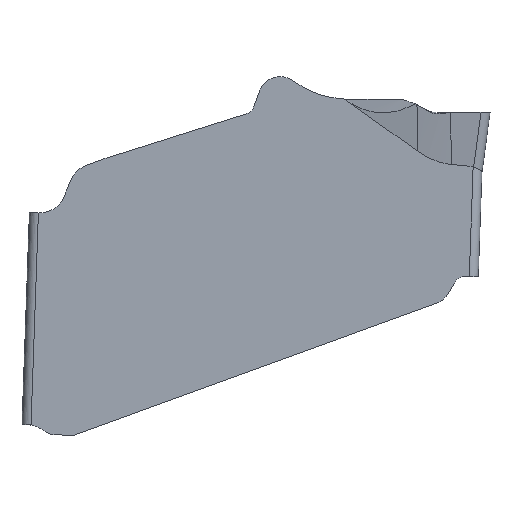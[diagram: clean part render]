
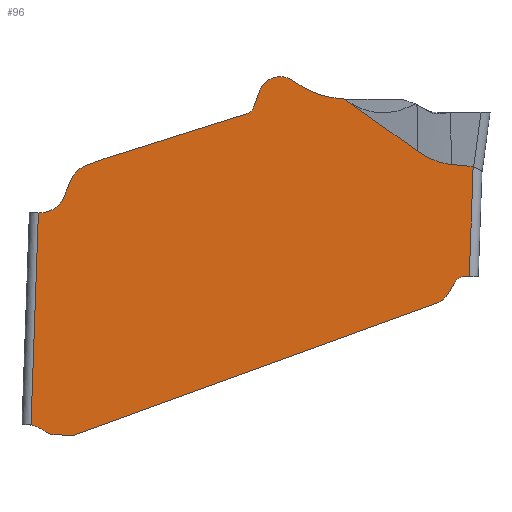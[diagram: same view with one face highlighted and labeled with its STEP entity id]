
A CAD part, left-side view. The second image highlights one B-rep face of the part: STEP entity #96.
In plain terms, the highlighted planar face has unit normal (-1, 0, 0).
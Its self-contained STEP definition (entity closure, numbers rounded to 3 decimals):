
#96=ADVANCED_FACE('',(#201),#171,.T.);
#171=PLANE('',#2038);
#201=FACE_OUTER_BOUND('',#280,.T.);
#280=EDGE_LOOP('',(#382,#383,#384,#385,#386,#387,#388,#389,#390,#391,#392,
#393,#394,#395,#396,#397,#398,#399,#400,#401,#402,#403,#404,#405));
#382=ORIENTED_EDGE('',*,*,#949,.T.);
#383=ORIENTED_EDGE('',*,*,#950,.F.);
#384=ORIENTED_EDGE('',*,*,#951,.F.);
#385=ORIENTED_EDGE('',*,*,#952,.F.);
#386=ORIENTED_EDGE('',*,*,#953,.F.);
#387=ORIENTED_EDGE('',*,*,#954,.F.);
#388=ORIENTED_EDGE('',*,*,#955,.T.);
#389=ORIENTED_EDGE('',*,*,#956,.F.);
#390=ORIENTED_EDGE('',*,*,#957,.F.);
#391=ORIENTED_EDGE('',*,*,#958,.T.);
#392=ORIENTED_EDGE('',*,*,#959,.T.);
#393=ORIENTED_EDGE('',*,*,#960,.F.);
#394=ORIENTED_EDGE('',*,*,#961,.T.);
#395=ORIENTED_EDGE('',*,*,#962,.T.);
#396=ORIENTED_EDGE('',*,*,#963,.T.);
#397=ORIENTED_EDGE('',*,*,#964,.T.);
#398=ORIENTED_EDGE('',*,*,#965,.T.);
#399=ORIENTED_EDGE('',*,*,#966,.T.);
#400=ORIENTED_EDGE('',*,*,#967,.F.);
#401=ORIENTED_EDGE('',*,*,#968,.F.);
#402=ORIENTED_EDGE('',*,*,#969,.F.);
#403=ORIENTED_EDGE('',*,*,#970,.F.);
#404=ORIENTED_EDGE('',*,*,#971,.F.);
#405=ORIENTED_EDGE('',*,*,#948,.T.);
#801=VERTEX_POINT('',#2846);
#803=VERTEX_POINT('',#2850);
#804=VERTEX_POINT('',#2854);
#805=VERTEX_POINT('',#2856);
#806=VERTEX_POINT('',#2858);
#807=VERTEX_POINT('',#2864);
#808=VERTEX_POINT('',#2866);
#809=VERTEX_POINT('',#2868);
#810=VERTEX_POINT('',#2870);
#811=VERTEX_POINT('',#2872);
#812=VERTEX_POINT('',#2874);
#813=VERTEX_POINT('',#2876);
#814=VERTEX_POINT('',#2878);
#815=VERTEX_POINT('',#2880);
#816=VERTEX_POINT('',#2882);
#817=VERTEX_POINT('',#2884);
#818=VERTEX_POINT('',#2886);
#819=VERTEX_POINT('',#2888);
#820=VERTEX_POINT('',#2890);
#821=VERTEX_POINT('',#2892);
#822=VERTEX_POINT('',#2894);
#823=VERTEX_POINT('',#2896);
#824=VERTEX_POINT('',#2898);
#825=VERTEX_POINT('',#2900);
#948=EDGE_CURVE('',#801,#803,#1293,.T.);
#949=EDGE_CURVE('',#803,#804,#1565,.T.);
#950=EDGE_CURVE('',#805,#804,#1566,.T.);
#951=EDGE_CURVE('',#806,#805,#1567,.T.);
#952=EDGE_CURVE('',#807,#806,#1206,.T.);
#953=EDGE_CURVE('',#808,#807,#1568,.T.);
#954=EDGE_CURVE('',#809,#808,#1569,.T.);
#955=EDGE_CURVE('',#809,#810,#1294,.T.);
#956=EDGE_CURVE('',#811,#810,#1295,.T.);
#957=EDGE_CURVE('',#812,#811,#1570,.T.);
#958=EDGE_CURVE('',#812,#813,#1296,.T.);
#959=EDGE_CURVE('',#813,#814,#1571,.T.);
#960=EDGE_CURVE('',#815,#814,#1297,.T.);
#961=EDGE_CURVE('',#815,#816,#1572,.T.);
#962=EDGE_CURVE('',#816,#817,#1298,.T.);
#963=EDGE_CURVE('',#817,#818,#1573,.T.);
#964=EDGE_CURVE('',#818,#819,#1299,.T.);
#965=EDGE_CURVE('',#819,#820,#1574,.T.);
#966=EDGE_CURVE('',#820,#821,#1300,.T.);
#967=EDGE_CURVE('',#822,#821,#1301,.T.);
#968=EDGE_CURVE('',#823,#822,#1575,.T.);
#969=EDGE_CURVE('',#824,#823,#1576,.T.);
#970=EDGE_CURVE('',#825,#824,#1302,.T.);
#971=EDGE_CURVE('',#801,#825,#1577,.T.);
#1206=B_SPLINE_CURVE_WITH_KNOTS('',3,(#2859,#2860,#2861,#2862,#2863),
 .UNSPECIFIED.,.F.,.F.,(4,1,4),(0.,0.5,1.),.UNSPECIFIED.);
#1293=CIRCLE('',#2027,0.3);
#1294=CIRCLE('',#2029,2.);
#1295=CIRCLE('',#2030,0.495);
#1296=CIRCLE('',#2031,0.25);
#1297=CIRCLE('',#2032,0.5);
#1298=CIRCLE('',#2033,0.6);
#1299=CIRCLE('',#2034,0.6);
#1300=CIRCLE('',#2035,0.5);
#1301=CIRCLE('',#2036,0.5);
#1302=CIRCLE('',#2037,0.5);
#1565=LINE('',#2853,#1699);
#1566=LINE('',#2855,#1700);
#1567=LINE('',#2857,#1701);
#1568=LINE('',#2865,#1702);
#1569=LINE('',#2867,#1703);
#1570=LINE('',#2873,#1704);
#1571=LINE('',#2877,#1705);
#1572=LINE('',#2881,#1706);
#1573=LINE('',#2885,#1707);
#1574=LINE('',#2889,#1708);
#1575=LINE('',#2895,#1709);
#1576=LINE('',#2897,#1710);
#1577=LINE('',#2901,#1711);
#1699=VECTOR('',#2181,1.);
#1700=VECTOR('',#2182,1.);
#1701=VECTOR('',#2183,1.);
#1702=VECTOR('',#2184,1.);
#1703=VECTOR('',#2185,1.);
#1704=VECTOR('',#2190,1.);
#1705=VECTOR('',#2193,1.);
#1706=VECTOR('',#2196,1.);
#1707=VECTOR('',#2199,1.);
#1708=VECTOR('',#2202,1.);
#1709=VECTOR('',#2207,1.);
#1710=VECTOR('',#2208,1.);
#1711=VECTOR('',#2211,1.);
#2027=AXIS2_PLACEMENT_3D('',#2851,#2177,#2178);
#2029=AXIS2_PLACEMENT_3D('',#2869,#2186,#2187);
#2030=AXIS2_PLACEMENT_3D('',#2871,#2188,#2189);
#2031=AXIS2_PLACEMENT_3D('',#2875,#2191,#2192);
#2032=AXIS2_PLACEMENT_3D('',#2879,#2194,#2195);
#2033=AXIS2_PLACEMENT_3D('',#2883,#2197,#2198);
#2034=AXIS2_PLACEMENT_3D('',#2887,#2200,#2201);
#2035=AXIS2_PLACEMENT_3D('',#2891,#2203,#2204);
#2036=AXIS2_PLACEMENT_3D('',#2893,#2205,#2206);
#2037=AXIS2_PLACEMENT_3D('',#2899,#2209,#2210);
#2038=AXIS2_PLACEMENT_3D('',#2902,#2212,#2213);
#2177=DIRECTION('',(1.,0.,0.));
#2178=DIRECTION('',(0.,0.866,0.5));
#2181=DIRECTION('',(0.,-0.999,-0.035));
#2182=DIRECTION('',(0.,0.035,-0.999));
#2183=DIRECTION('',(0.,-0.996,-0.092));
#2184=DIRECTION('',(0.,-0.815,-0.579));
#2185=DIRECTION('',(0.,0.035,-0.999));
#2186=DIRECTION('',(1.,0.,0.));
#2187=DIRECTION('',(0.,0.036,-0.999));
#2188=DIRECTION('',(1.,0.,0.));
#2189=DIRECTION('',(0.,0.94,0.342));
#2190=DIRECTION('',(0.,-0.342,0.94));
#2191=DIRECTION('',(1.,0.,0.));
#2192=DIRECTION('',(0.,-0.94,-0.342));
#2193=DIRECTION('',(0.,0.954,-0.301));
#2194=DIRECTION('',(1.,0.,0.));
#2195=DIRECTION('',(0.,0.342,0.94));
#2196=DIRECTION('',(0.,0.94,-0.342));
#2197=DIRECTION('',(-1.,0.,0.));
#2198=DIRECTION('',(0.,0.342,0.94));
#2199=DIRECTION('',(0.,0.375,-0.927));
#2200=DIRECTION('',(1.,0.,0.));
#2201=DIRECTION('',(0.,-0.927,-0.375));
#2202=DIRECTION('',(0.,0.035,-0.999));
#2203=DIRECTION('',(1.,0.,0.));
#2204=DIRECTION('',(0.,-0.135,0.991));
#2205=DIRECTION('',(1.,0.,0.));
#2206=DIRECTION('',(0.,0.035,-0.999));
#2207=DIRECTION('',(0.,0.999,0.035));
#2208=DIRECTION('',(0.,0.94,-0.342));
#2209=DIRECTION('',(1.,0.,0.));
#2210=DIRECTION('',(0.,-0.866,-0.5));
#2211=DIRECTION('',(0.,0.5,-0.866));
#2212=DIRECTION('',(-1.,0.,0.));
#2213=DIRECTION('',(0.,0.999,0.035));
#2846=CARTESIAN_POINT('',(-0.85,0.627,-3.797));
#2850=CARTESIAN_POINT('',(-0.85,0.356,-3.647));
#2851=CARTESIAN_POINT('',(-0.85,0.367,-3.947));
#2853=CARTESIAN_POINT('',(-0.85,0.324,-3.648));
#2854=CARTESIAN_POINT('',(-0.85,0.292,-3.649));
#2855=CARTESIAN_POINT('',(-0.85,0.207,-1.201));
#2856=CARTESIAN_POINT('',(-0.85,0.207,-1.201));
#2857=CARTESIAN_POINT('',(-0.85,0.696,-1.156));
#2858=CARTESIAN_POINT('',(-0.85,0.696,-1.156));
#2859=CARTESIAN_POINT('',(-0.85,1.45,-0.854));
#2860=CARTESIAN_POINT('',(-0.85,1.336,-0.935));
#2861=CARTESIAN_POINT('',(-0.85,1.098,-1.072));
#2862=CARTESIAN_POINT('',(-0.85,0.835,-1.143));
#2863=CARTESIAN_POINT('',(-0.85,0.696,-1.156));
#2864=CARTESIAN_POINT('',(-0.85,1.45,-0.854));
#2865=CARTESIAN_POINT('',(-0.85,3.071,0.297));
#2866=CARTESIAN_POINT('',(-0.85,3.071,0.297));
#2867=CARTESIAN_POINT('',(-0.85,3.071,0.301));
#2868=CARTESIAN_POINT('',(-0.85,3.071,0.301));
#2869=CARTESIAN_POINT('',(-0.85,3.,2.3));
#2870=CARTESIAN_POINT('',(-0.85,4.201,0.701));
#2871=CARTESIAN_POINT('',(-0.85,4.498,0.305));
#2872=CARTESIAN_POINT('',(-0.85,4.963,0.474));
#2873=CARTESIAN_POINT('',(-0.85,5.09,0.125));
#2874=CARTESIAN_POINT('',(-0.85,5.09,0.125));
#2875=CARTESIAN_POINT('',(-0.85,5.325,0.211));
#2876=CARTESIAN_POINT('',(-0.85,5.25,-0.028));
#2877=CARTESIAN_POINT('',(-0.85,5.25,-0.028));
#2878=CARTESIAN_POINT('',(-0.85,8.311,-0.993));
#2879=CARTESIAN_POINT('',(-0.85,8.161,-1.47));
#2880=CARTESIAN_POINT('',(-0.85,8.332,-1.));
#2881=CARTESIAN_POINT('',(-0.85,8.332,-1.));
#2882=CARTESIAN_POINT('',(-0.85,8.816,-1.176));
#2883=CARTESIAN_POINT('',(-0.85,8.61,-1.74));
#2884=CARTESIAN_POINT('',(-0.85,9.167,-1.515));
#2885=CARTESIAN_POINT('',(-0.85,9.167,-1.515));
#2886=CARTESIAN_POINT('',(-0.85,9.307,-1.862));
#2887=CARTESIAN_POINT('',(-0.85,9.863,-1.637));
#2888=CARTESIAN_POINT('',(-0.85,9.884,-2.237));
#2889=CARTESIAN_POINT('',(-0.85,9.884,-2.237));
#2890=CARTESIAN_POINT('',(-0.85,10.049,-6.956));
#2891=CARTESIAN_POINT('',(-0.85,10.116,-7.451));
#2892=CARTESIAN_POINT('',(-0.85,9.802,-7.062));
#2893=CARTESIAN_POINT('',(-0.85,9.489,-6.673));
#2894=CARTESIAN_POINT('',(-0.85,9.506,-7.173));
#2895=CARTESIAN_POINT('',(-0.85,9.103,-7.187));
#2896=CARTESIAN_POINT('',(-0.85,9.103,-7.187));
#2897=CARTESIAN_POINT('',(-0.85,1.021,-4.245));
#2898=CARTESIAN_POINT('',(-0.85,1.021,-4.245));
#2899=CARTESIAN_POINT('',(-0.85,1.192,-3.775));
#2900=CARTESIAN_POINT('',(-0.85,0.759,-4.025));
#2901=CARTESIAN_POINT('',(-0.85,0.627,-3.797));
#2902=CARTESIAN_POINT('',(-0.85,9.772,0.967));
